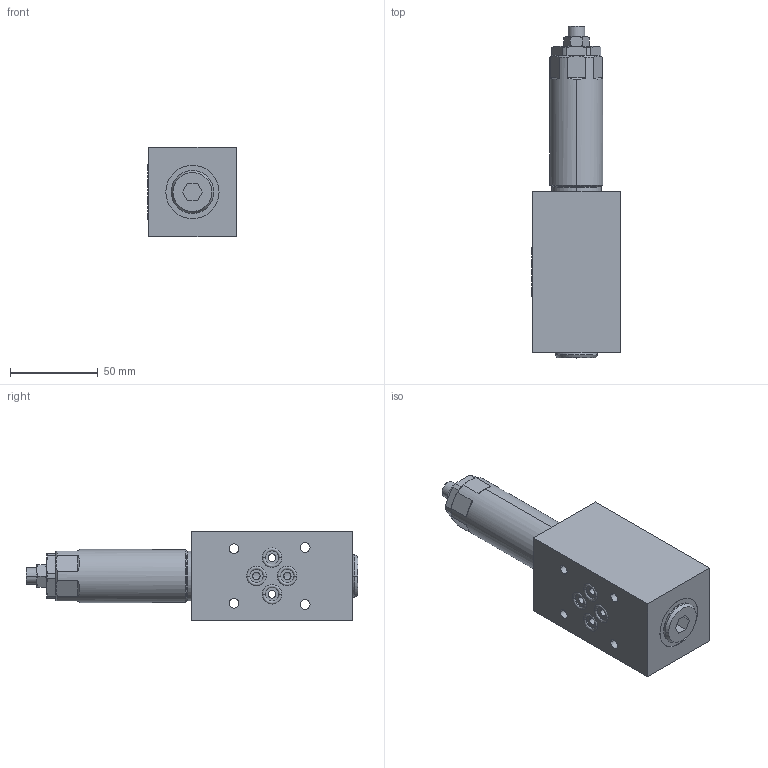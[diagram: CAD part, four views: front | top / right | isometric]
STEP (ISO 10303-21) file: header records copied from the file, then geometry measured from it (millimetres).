
FILE_DESCRIPTION((''),'2;1');
FILE_NAME('ILC70842551','2012-03-05T',('jdw'),(''),'PRO/ENGINEER BY PARAMETRIC TECHNOLOGY CORPORATION, 2007460','PRO/ENGINEER BY PARAMETRIC TECHNOLOGY CORPORATION, 2007460','');
FILE_SCHEMA(('AUTOMOTIVE_DESIGN_CC2 { 1 2 10303 214 -1 1 5 2 }'));
Length unit declared in the file: inch
Products named in the file (1): ILC70842551
Bounding box: 50.55 x 188.94 x 50.8 mm (x, y, z)
Surface area: 46718.4 mm2 (no closed solid volume)
Topology: 0 solids, 24 shells, 213 faces, 676 edges, 472 vertices
Faces by surface type: plane 75, cylinder 72, cone 46, torus 20
Entity records: 9277 total; most frequent: CARTESIAN_POINT 2149, DIRECTION 1305, ORIENTED_EDGE 1112, EDGE_CURVE 668, AXIS2_PLACEMENT_3D 505, VERTEX_POINT 472, VECTOR 295, LINE 295
